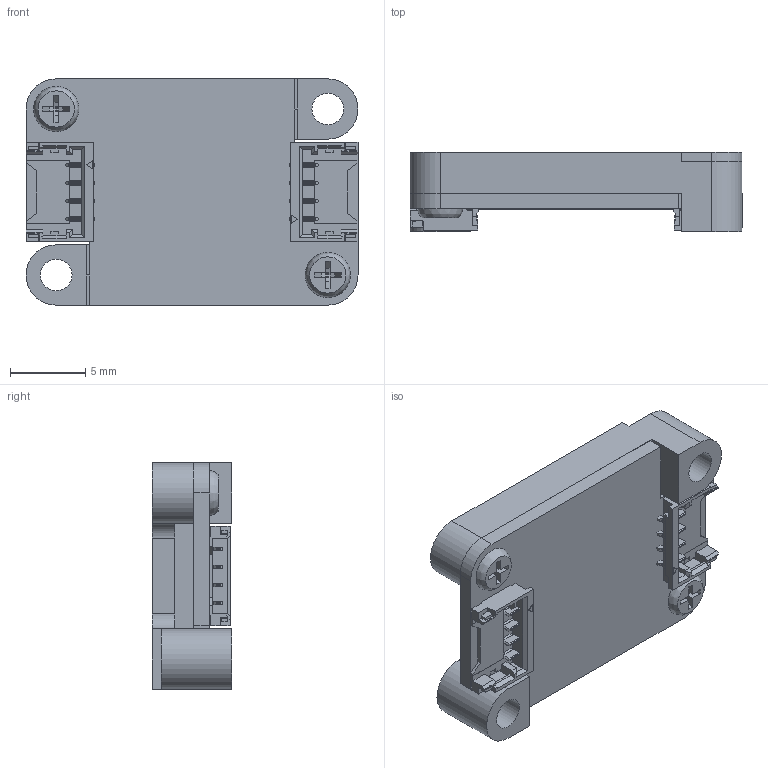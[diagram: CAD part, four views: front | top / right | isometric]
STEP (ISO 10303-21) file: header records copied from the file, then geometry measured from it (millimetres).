
FILE_DESCRIPTION(/* description */ (''),/* implementation_level */ '2;1');
FILE_NAME(/* name */ 'FSS100 Assembly.stp',/* time_stamp */ '2022-02-15T19:15:10+08:00',/* author */ ('NMD'),/* organization */ (''),/* preprocessor_version */ 'ST-DEVELOPER v17',/* originating_system */ 'Autodesk Inventor 2019',/* authorisation */ '');
FILE_SCHEMA (('AUTOMOTIVE_DESIGN { 1 0 10303 214 3 1 1 }'));
Length unit declared in the file: millimetre
Products named in the file (6): FSS100 V2 Assembly; FSSV2 PCB Board; FSS Proto-Shell; SNZS-M2-3.5; Quad Segmented Photodiode; 781710004
Assembly tree (7 placements, depth 2):
  FSS100 V2 Assembly
    FSSV2 PCB Board
    FSS Proto-Shell
    781710004  x2
    SNZS-M2-3.5  x2
    Quad Segmented Photodiode
Bounding box: 22 x 5.26 x 15 mm (x, y, z)
Volume: 922.1 mm3; surface area: 2094.9 mm2
Topology: 7 solids, 7 shells, 610 faces, 1685 edges, 1107 vertices
Faces by surface type: plane 564, cylinder 38, cone 6, bspline 2
Full cylindrical faces by diameter (mm): 2 x4, 2.1 x4
Entity records: 11138 total; most frequent: CARTESIAN_POINT 1973, ORIENTED_EDGE 1904, DIRECTION 1753, EDGE_CURVE 952, LINE 869, VECTOR 869, VERTEX_POINT 623, AXIS2_PLACEMENT_3D 442
